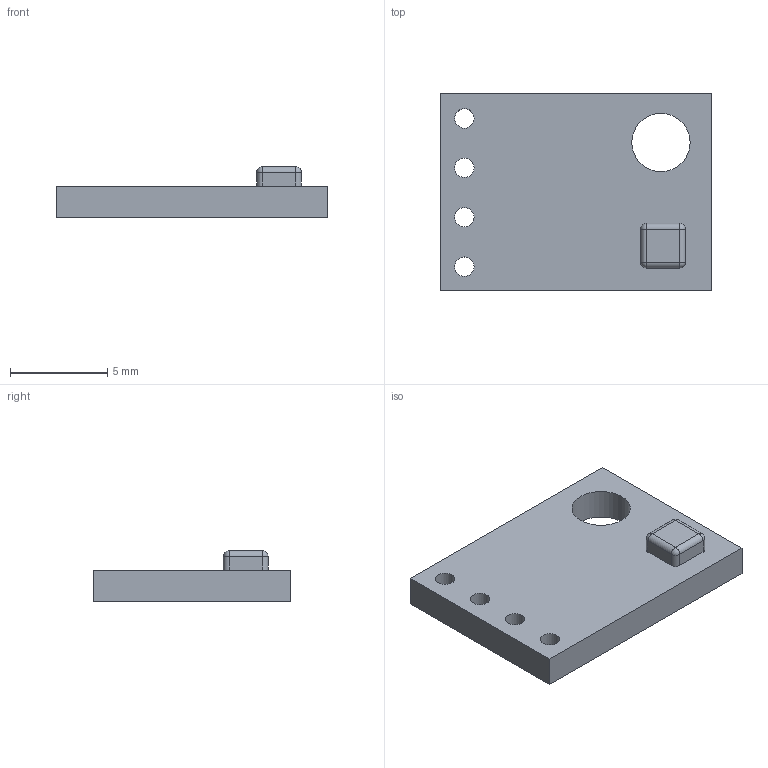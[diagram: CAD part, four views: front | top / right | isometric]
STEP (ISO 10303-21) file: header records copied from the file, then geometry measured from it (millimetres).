
FILE_DESCRIPTION(('FreeCAD Model'),'2;1');
FILE_NAME('bme280mod.step', '2019-11-10T21:07:06',('Author'),(''), 'Open CASCADE STEP processor 6.8','FreeCAD','Unknown');
FILE_SCHEMA(('AUTOMOTIVE_DESIGN { 1 0 10303 214 1 1 1 1 }'));
Length unit declared in the file: millimetre
Products named in the file (1): bme280mod
Bounding box: 13.97 x 10.16 x 2.6 mm (x, y, z)
Volume: 215.8 mm3; surface area: 383.4 mm2
Topology: 1 solids, 1 shells, 28 faces, 67 edges, 38 vertices
Faces by surface type: cylinder 13, plane 11, sphere 4
Full cylindrical faces by diameter (mm): 1 x4, 3 x1
Entity records: 1812 total; most frequent: CARTESIAN_POINT 278, DIRECTION 256, LINE 133, VECTOR 133, ORIENTED_EDGE 126, PCURVE 126, DEFINITIONAL_REPRESENTATION 126, EDGE_CURVE 63
